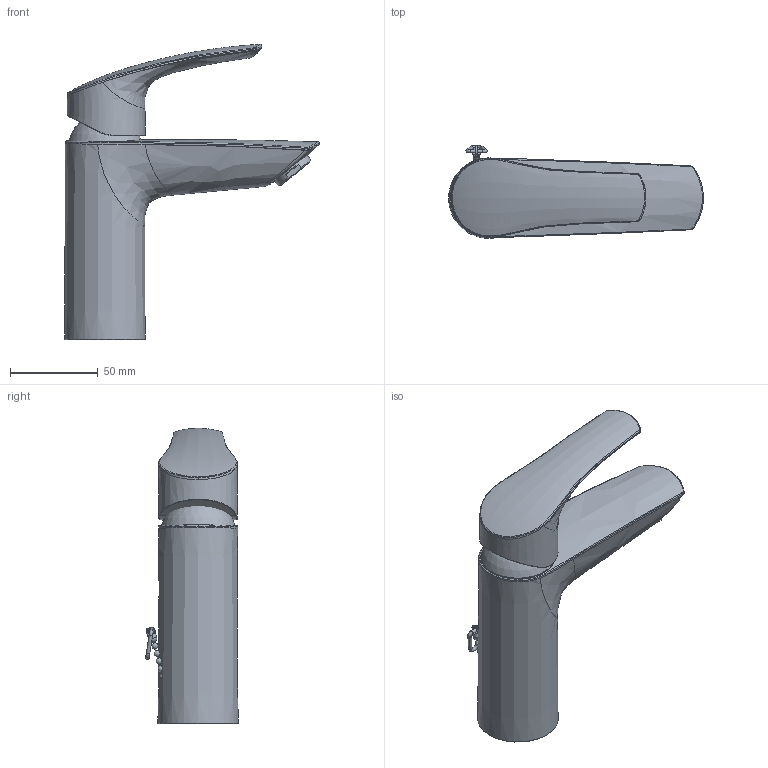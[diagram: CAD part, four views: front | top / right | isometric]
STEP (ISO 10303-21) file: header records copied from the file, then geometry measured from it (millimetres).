
FILE_DESCRIPTION(/* description */ ('Unknown'),/* implementation_level */ '2;1');
FILE_NAME(/* name */ '23372003',/* time_stamp */ '2022-09-10T05:40:01+02:00',/* author */ ('Unknown'),/* organization */ ('GROHE AG'),/* preprocessor_version */ 'ST-DEVELOPER v16.7',/* originating_system */ 'DEX',/* authorisation */ $);
FILE_SCHEMA (('AUTOMOTIVE_DESIGN {1 0 10303 214 3 1 1}'));
Length unit declared in the file: millimetre
Products named in the file (5): 23372003; id50; 40.2951.24300; EuroSmart Evolution_+5mm_20190927
Assembly tree (4 placements, depth 2):
  23372003
    23372003
    id50
    40.2951.24300
    EuroSmart Evolution_+5mm_20190927
Bounding box: 145.57 x 52.96 x 168.71 mm (x, y, z)
Volume: 132.6 mm3; surface area: 45200.3 mm2
Topology: 1 solids, 21 shells, 439 faces, 2249 edges, 1746 vertices
Faces by surface type: cylinder 203, plane 140, bspline 63, torus 16, cone 11, sphere 6
Full cylindrical faces by diameter (mm): 0.7 x4, 2 x4, 4.8 x1, 15.7 x1, 17.75 x1, 20.15 x1, 23.87 x1, 41.9 x1
Entity records: 27978 total; most frequent: CARTESIAN_POINT 12193, ORIENTED_EDGE 2922, DIRECTION 2697, EDGE_CURVE 2203, VERTEX_POINT 1735, LINE 1377, VECTOR 1377, AXIS2_PLACEMENT_3D 660
